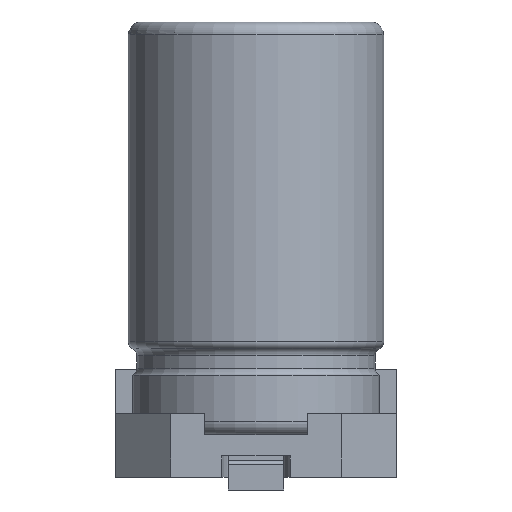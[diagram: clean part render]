
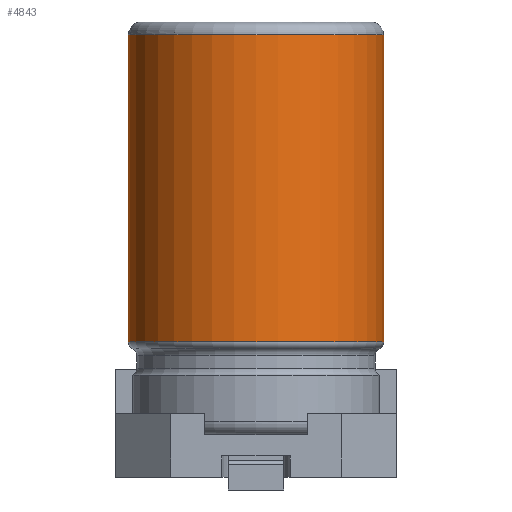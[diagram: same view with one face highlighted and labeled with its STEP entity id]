
A CAD part, front view. The second image highlights one B-rep face of the part: STEP entity #4843.
In plain terms, the highlighted cylindrical face has radius 1.5 mm (diameter 3 mm), a full revolution.
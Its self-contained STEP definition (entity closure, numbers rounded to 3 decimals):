
#72=CYLINDRICAL_SURFACE('',#5149,1.5);
#173=CIRCLE('',#5147,1.5);
#175=CIRCLE('',#5150,1.5);
#593=ORIENTED_EDGE('',*,*,#1638,.T.);
#594=ORIENTED_EDGE('',*,*,#1640,.T.);
#1638=EDGE_CURVE('',#2142,#2142,#173,.T.);
#1640=EDGE_CURVE('',#2143,#2143,#175,.T.);
#2142=VERTEX_POINT('',#6991);
#2143=VERTEX_POINT('',#6995);
#2986=EDGE_LOOP('',(#593));
#2987=EDGE_LOOP('',(#594));
#3225=FACE_BOUND('',#2986,.T.);
#3226=FACE_BOUND('',#2987,.T.);
#4843=ADVANCED_FACE('',(#3225,#3226),#72,.T.);
#5147=AXIS2_PLACEMENT_3D('',#6990,#5662,#5663);
#5149=AXIS2_PLACEMENT_3D('',#6993,#5666,#5667);
#5150=AXIS2_PLACEMENT_3D('',#6994,#5668,#5669);
#5662=DIRECTION('',(0.,0.,-1.));
#5663=DIRECTION('',(-1.,0.,0.));
#5666=DIRECTION('',(0.,0.,1.));
#5667=DIRECTION('',(1.,0.,0.));
#5668=DIRECTION('',(0.,0.,1.));
#5669=DIRECTION('',(1.,0.,0.));
#6990=CARTESIAN_POINT('',(0.,0.,4.7));
#6991=CARTESIAN_POINT('',(-1.5,0.,4.7));
#6993=CARTESIAN_POINT('',(0.,0.,9.9));
#6994=CARTESIAN_POINT('',(0.,0.,1.09));
#6995=CARTESIAN_POINT('',(1.5,0.,1.09));
